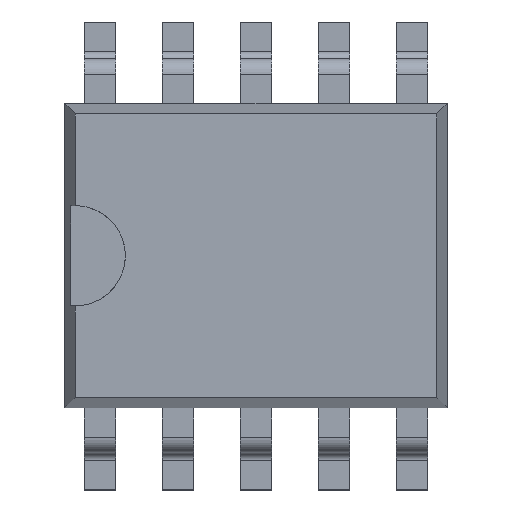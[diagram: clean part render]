
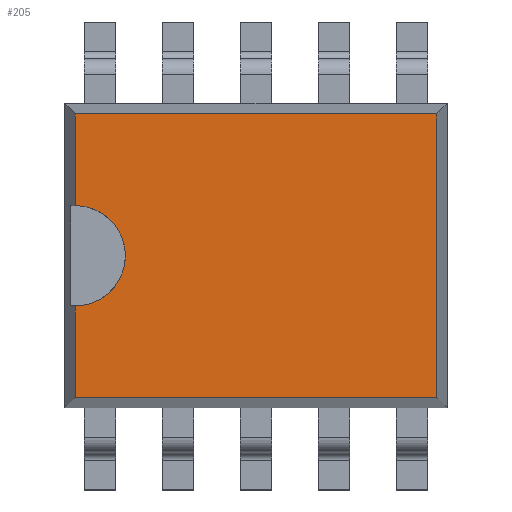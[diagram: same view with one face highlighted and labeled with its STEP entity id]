
A CAD part, top view. The second image highlights one B-rep face of the part: STEP entity #205.
In plain terms, the highlighted planar face has unit normal (0, 0, 1).
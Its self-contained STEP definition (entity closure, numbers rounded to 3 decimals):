
#153 = VECTOR ( 'NONE', #5848, 1000. ) ;
#205 = ADVANCED_FACE ( 'NONE', ( #7412 ), #6733, .T. ) ;
#798 = LINE ( 'NONE', #5601, #3356 ) ;
#1100 = CARTESIAN_POINT ( 'NONE',  ( -2.318, 0., 1.75 ) ) ;
#1367 = ORIENTED_EDGE ( 'NONE', *, *, #6475, .F. ) ;
#1382 = VECTOR ( 'NONE', #1920, 1000. ) ;
#1412 = DIRECTION ( 'NONE',  ( 0., 1., 0. ) ) ;
#1463 = VERTEX_POINT ( 'NONE', #4812 ) ;
#1533 = ORIENTED_EDGE ( 'NONE', *, *, #2663, .F. ) ;
#1679 = ORIENTED_EDGE ( 'NONE', *, *, #6258, .F. ) ;
#1725 = CARTESIAN_POINT ( 'NONE',  ( 0., 1.818, 1.75 ) ) ;
#1737 = CARTESIAN_POINT ( 'NONE',  ( -2.318, 1.818, 1.75 ) ) ;
#1745 = VERTEX_POINT ( 'NONE', #6265 ) ;
#1812 = EDGE_CURVE ( 'NONE', #7169, #1745, #4476, .T. ) ;
#1920 = DIRECTION ( 'NONE',  ( 0., -1., 0. ) ) ;
#2205 = EDGE_CURVE ( 'NONE', #7049, #3506, #2785, .T. ) ;
#2282 = CARTESIAN_POINT ( 'NONE',  ( -2.318, -1.818, 1.75 ) ) ;
#2347 = EDGE_CURVE ( 'NONE', #3921, #6729, #798, .T. ) ;
#2530 = EDGE_LOOP ( 'NONE', ( #7619, #1367, #5407, #4310, #1679, #5507, #1533 ) ) ;
#2663 = EDGE_CURVE ( 'NONE', #3506, #3921, #5883, .T. ) ;
#2785 = LINE ( 'NONE', #1725, #153 ) ;
#2910 = DIRECTION ( 'NONE',  ( 1., 0., 0. ) ) ;
#3356 = VECTOR ( 'NONE', #6781, 1000. ) ;
#3408 = VECTOR ( 'NONE', #3599, 1000. ) ;
#3505 = AXIS2_PLACEMENT_3D ( 'NONE', #5793, #4114, #2910 ) ;
#3506 = VERTEX_POINT ( 'NONE', #7265 ) ;
#3599 = DIRECTION ( 'NONE',  ( 0., 1., 0. ) ) ;
#3635 = LINE ( 'NONE', #1100, #3408 ) ;
#3921 = VERTEX_POINT ( 'NONE', #6289 ) ;
#4114 = DIRECTION ( 'NONE',  ( 0., 0., 1. ) ) ;
#4167 = DIRECTION ( 'NONE',  ( 1., 0., 0. ) ) ;
#4310 = ORIENTED_EDGE ( 'NONE', *, *, #1812, .T. ) ;
#4476 = CIRCLE ( 'NONE', #5075, 0.643 ) ;
#4763 = DIRECTION ( 'NONE',  ( 0., 0., -1. ) ) ;
#4799 = EDGE_CURVE ( 'NONE', #1463, #7169, #6480, .T. ) ;
#4812 = CARTESIAN_POINT ( 'NONE',  ( -2.318, 0.643, 1.75 ) ) ;
#5075 = AXIS2_PLACEMENT_3D ( 'NONE', #5372, #4763, #4167 ) ;
#5372 = CARTESIAN_POINT ( 'NONE',  ( -2.318, 0., 1.75 ) ) ;
#5407 = ORIENTED_EDGE ( 'NONE', *, *, #4799, .T. ) ;
#5412 = CARTESIAN_POINT ( 'NONE',  ( 2.318, 0., 1.75 ) ) ;
#5507 = ORIENTED_EDGE ( 'NONE', *, *, #2347, .F. ) ;
#5601 = CARTESIAN_POINT ( 'NONE',  ( 0., -1.818, 1.75 ) ) ;
#5671 = CARTESIAN_POINT ( 'NONE',  ( -2.318, 0., 1.75 ) ) ;
#5793 = CARTESIAN_POINT ( 'NONE',  ( 0., 0., 1.75 ) ) ;
#5848 = DIRECTION ( 'NONE',  ( 1., 0., 0. ) ) ;
#5850 = VECTOR ( 'NONE', #1412, 1000. ) ;
#5883 = LINE ( 'NONE', #5412, #1382 ) ;
#5990 = AXIS2_PLACEMENT_3D ( 'NONE', #5671, #6116, #7355 ) ;
#6008 = LINE ( 'NONE', #6126, #5850 ) ;
#6116 = DIRECTION ( 'NONE',  ( 0., 0., -1. ) ) ;
#6126 = CARTESIAN_POINT ( 'NONE',  ( -2.318, 0., 1.75 ) ) ;
#6258 = EDGE_CURVE ( 'NONE', #6729, #1745, #6008, .T. ) ;
#6265 = CARTESIAN_POINT ( 'NONE',  ( -2.318, -0.643, 1.75 ) ) ;
#6289 = CARTESIAN_POINT ( 'NONE',  ( 2.318, -1.818, 1.75 ) ) ;
#6475 = EDGE_CURVE ( 'NONE', #1463, #7049, #3635, .T. ) ;
#6480 = CIRCLE ( 'NONE', #5990, 0.643 ) ;
#6729 = VERTEX_POINT ( 'NONE', #2282 ) ;
#6733 = PLANE ( 'NONE',  #3505 ) ;
#6781 = DIRECTION ( 'NONE',  ( -1., 0., 0. ) ) ;
#6789 = CARTESIAN_POINT ( 'NONE',  ( -1.674, 0., 1.75 ) ) ;
#7049 = VERTEX_POINT ( 'NONE', #1737 ) ;
#7169 = VERTEX_POINT ( 'NONE', #6789 ) ;
#7265 = CARTESIAN_POINT ( 'NONE',  ( 2.318, 1.818, 1.75 ) ) ;
#7355 = DIRECTION ( 'NONE',  ( 1., 0., 0. ) ) ;
#7412 = FACE_OUTER_BOUND ( 'NONE', #2530, .T. ) ;
#7619 = ORIENTED_EDGE ( 'NONE', *, *, #2205, .F. ) ;
